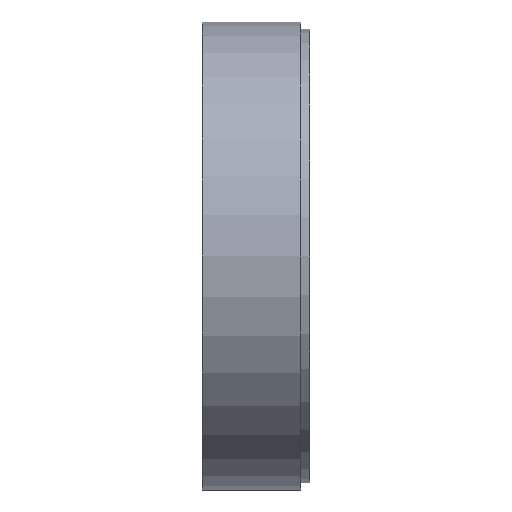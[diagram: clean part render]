
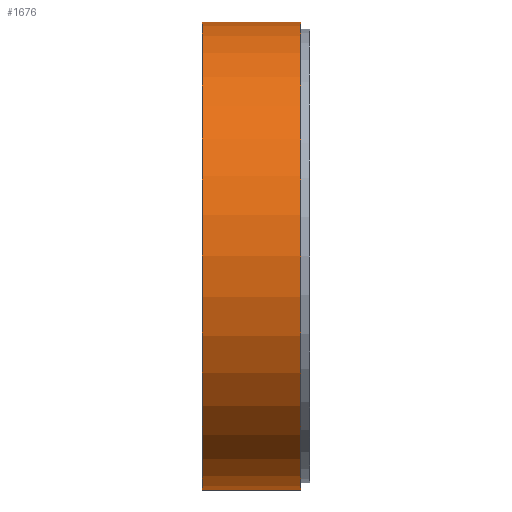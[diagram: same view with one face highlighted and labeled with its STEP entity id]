
A CAD part, left-side view. The second image highlights one B-rep face of the part: STEP entity #1676.
In plain terms, the highlighted cylindrical face has radius 31.115 mm (diameter 62.23 mm), a partial arc.
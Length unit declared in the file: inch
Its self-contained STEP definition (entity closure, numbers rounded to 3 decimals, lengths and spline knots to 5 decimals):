
#82 = ORIENTED_EDGE ( 'NONE', *, *, #452, .F. ) ;
#83 = ORIENTED_EDGE ( 'NONE', *, *, #513, .F. ) ;
#84 = ORIENTED_EDGE ( 'NONE', *, *, #454, .T. ) ;
#85 = ORIENTED_EDGE ( 'NONE', *, *, #515, .F. ) ;
#452 = EDGE_CURVE ( 'NONE', #1998, #2244, #1343, .T. ) ;
#454 = EDGE_CURVE ( 'NONE', #2196, #2257, #1350, .T. ) ;
#513 = EDGE_CURVE ( 'NONE', #2196, #1998, #1415, .T. ) ;
#515 = EDGE_CURVE ( 'NONE', #2244, #2257, #1418, .T. ) ;
#673 = AXIS2_PLACEMENT_3D ( 'NONE', #1761, #1868, #1911 ) ;
#675 = AXIS2_PLACEMENT_3D ( 'NONE', #1904, #1878, #1899 ) ;
#721 = AXIS2_PLACEMENT_3D ( 'NONE', #769, #770, #771 ) ;
#769 = CARTESIAN_POINT ( 'NONE',  ( 0., 0.514, 0. ) ) ;
#770 = DIRECTION ( 'NONE',  ( 0., -1., 0. ) ) ;
#771 = DIRECTION ( 'NONE',  ( 0., 0., -1. ) ) ;
#974 = CARTESIAN_POINT ( 'NONE',  ( 0., 0.564, 1.225 ) ) ;
#1047 = CARTESIAN_POINT ( 'NONE',  ( 0., 0.564, -1.225 ) ) ;
#1081 = CARTESIAN_POINT ( 'NONE',  ( 0., 0.047, 1.225 ) ) ;
#1089 = CARTESIAN_POINT ( 'NONE',  ( 0., 0.047, -1.225 ) ) ;
#1343 = LINE ( 'NONE', #2113, #1344 ) ;
#1344 = VECTOR ( 'NONE', #2112, 39.37008 ) ;
#1346 = VECTOR ( 'NONE', #2033, 39.37008 ) ;
#1350 = LINE ( 'NONE', #2117, #1346 ) ;
#1415 = CIRCLE ( 'NONE', #673, 1.225 ) ;
#1418 = CIRCLE ( 'NONE', #675, 1.225 ) ;
#1561 = FACE_OUTER_BOUND ( 'NONE', #2506, .T. ) ;
#1562 = CYLINDRICAL_SURFACE ( 'NONE', #721, 1.225 ) ;
#1676 = ADVANCED_FACE ( 'NONE', ( #1561 ), #1562, .T. ) ;
#1761 = CARTESIAN_POINT ( 'NONE',  ( 0., 0.564, 0. ) ) ;
#1868 = DIRECTION ( 'NONE',  ( 0., 1., 0. ) ) ;
#1878 = DIRECTION ( 'NONE',  ( 0., -1., 0. ) ) ;
#1899 = DIRECTION ( 'NONE',  ( 0., 0., -1. ) ) ;
#1904 = CARTESIAN_POINT ( 'NONE',  ( 0., 0.047, 0. ) ) ;
#1911 = DIRECTION ( 'NONE',  ( 0., 0., 1. ) ) ;
#1998 = VERTEX_POINT ( 'NONE', #974 ) ;
#2033 = DIRECTION ( 'NONE',  ( 0., -1., 0. ) ) ;
#2112 = DIRECTION ( 'NONE',  ( 0., -1., 0. ) ) ;
#2113 = CARTESIAN_POINT ( 'NONE',  ( 0., 0.514, 1.225 ) ) ;
#2117 = CARTESIAN_POINT ( 'NONE',  ( 0., 0.514, -1.225 ) ) ;
#2196 = VERTEX_POINT ( 'NONE', #1047 ) ;
#2244 = VERTEX_POINT ( 'NONE', #1081 ) ;
#2257 = VERTEX_POINT ( 'NONE', #1089 ) ;
#2506 = EDGE_LOOP ( 'NONE', ( #82, #83, #84, #85 ) ) ;
